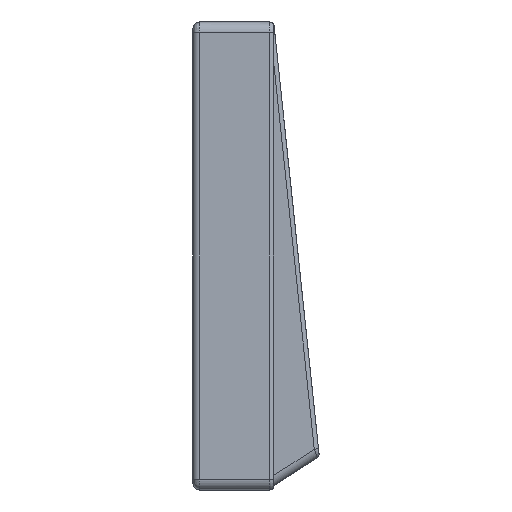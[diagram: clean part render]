
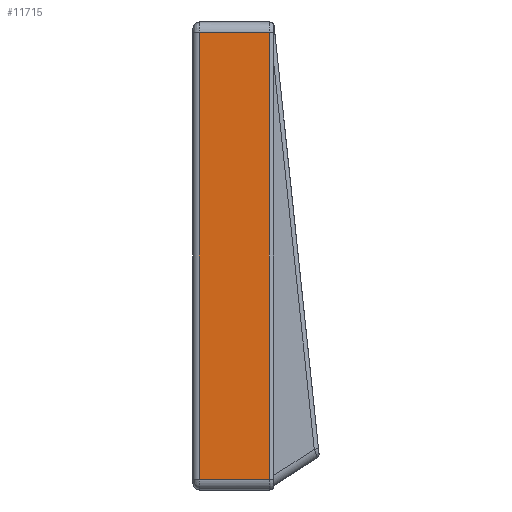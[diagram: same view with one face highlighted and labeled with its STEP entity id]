
A CAD part, left-side view. The second image highlights one B-rep face of the part: STEP entity #11715.
In plain terms, the highlighted planar face has unit normal (-1, 0, 0).
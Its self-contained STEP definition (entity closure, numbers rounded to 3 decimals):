
#136=PLANE('',#12256);
#1075=FACE_OUTER_BOUND('',#1731,.T.);
#1731=EDGE_LOOP('',(#9637,#9638,#9639,#9640));
#3365=LINE('',#26063,#4153);
#3366=LINE('',#26065,#4154);
#3367=LINE('',#26067,#4155);
#3368=LINE('',#26068,#4156);
#4153=VECTOR('',#13733,1000.);
#4154=VECTOR('',#13734,10.);
#4155=VECTOR('',#13735,1000.);
#4156=VECTOR('',#13736,1000.);
#5384=VERTEX_POINT('',#26061);
#5385=VERTEX_POINT('',#26062);
#5386=VERTEX_POINT('',#26064);
#5387=VERTEX_POINT('',#26066);
#6959=EDGE_CURVE('',#5384,#5385,#3365,.T.);
#6960=EDGE_CURVE('',#5385,#5386,#3366,.T.);
#6961=EDGE_CURVE('',#5386,#5387,#3367,.T.);
#6962=EDGE_CURVE('',#5387,#5384,#3368,.T.);
#9637=ORIENTED_EDGE('',*,*,#6959,.T.);
#9638=ORIENTED_EDGE('',*,*,#6960,.T.);
#9639=ORIENTED_EDGE('',*,*,#6961,.T.);
#9640=ORIENTED_EDGE('',*,*,#6962,.T.);
#11715=ADVANCED_FACE('',(#1075),#136,.F.);
#12256=AXIS2_PLACEMENT_3D('',#26060,#13731,#13732);
#13731=DIRECTION('center_axis',(1.,0.,0.));
#13732=DIRECTION('ref_axis',(0.,0.,-1.));
#13733=DIRECTION('',(0.,-1.,0.));
#13734=DIRECTION('',(0.,0.,1.));
#13735=DIRECTION('',(0.,1.,0.));
#13736=DIRECTION('',(0.,0.,-1.));
#26060=CARTESIAN_POINT('Origin',(-147.85,19.,-55.1));
#26061=CARTESIAN_POINT('',(-147.85,17.5,-52.6));
#26062=CARTESIAN_POINT('',(-147.85,1.,-52.6));
#26063=CARTESIAN_POINT('',(-147.85,19.,-52.6));
#26064=CARTESIAN_POINT('',(-147.85,1.,52.6));
#26065=CARTESIAN_POINT('',(-147.85,1.,-52.6));
#26066=CARTESIAN_POINT('',(-147.85,17.5,52.6));
#26067=CARTESIAN_POINT('',(-147.85,19.,52.6));
#26068=CARTESIAN_POINT('',(-147.85,17.5,-52.6));
